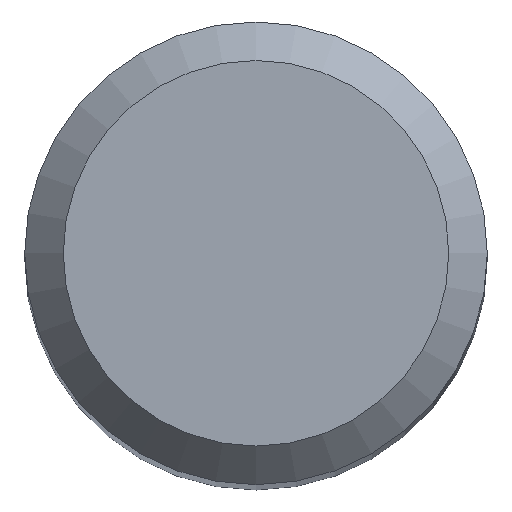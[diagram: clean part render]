
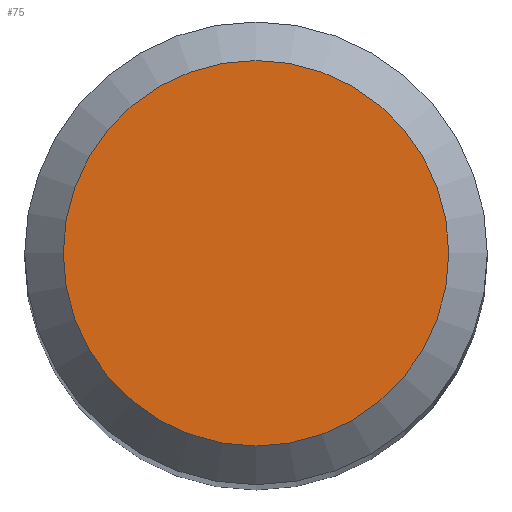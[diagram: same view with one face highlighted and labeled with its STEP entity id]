
A CAD part, top view. The second image highlights one B-rep face of the part: STEP entity #75.
In plain terms, the highlighted planar face has unit normal (0, 0, 1).
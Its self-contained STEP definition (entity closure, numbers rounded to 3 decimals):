
#75=ADVANCED_FACE('',(#89),#86,.T.);
#86=PLANE('',#205);
#89=FACE_OUTER_BOUND('',#92,.T.);
#92=EDGE_LOOP('',(#110));
#110=ORIENTED_EDGE('',*,*,#138,.F.);
#128=VERTEX_POINT('',#297);
#138=EDGE_CURVE('',#128,#128,#147,.T.);
#147=CIRCLE('',#204,2.5);
#204=AXIS2_PLACEMENT_3D('',#296,#232,#233);
#205=AXIS2_PLACEMENT_3D('',#298,#234,#235);
#232=DIRECTION('',(0.,0.,-1.));
#233=DIRECTION('',(-1.,0.,0.));
#234=DIRECTION('',(0.,0.,1.));
#235=DIRECTION('',(1.,0.,0.));
#296=CARTESIAN_POINT('',(0.,0.,36.));
#297=CARTESIAN_POINT('',(-2.5,0.,36.));
#298=CARTESIAN_POINT('',(2.5,0.,36.));
